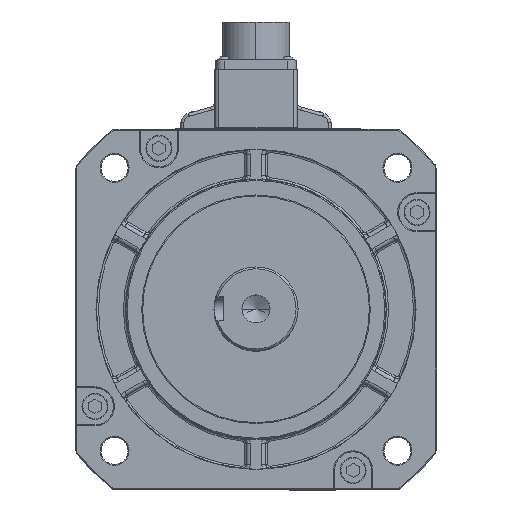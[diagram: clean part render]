
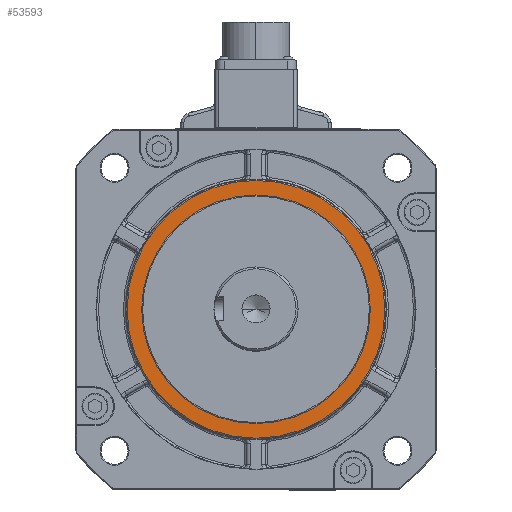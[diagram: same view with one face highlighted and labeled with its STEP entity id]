
A CAD part, top view. The second image highlights one B-rep face of the part: STEP entity #53593.
In plain terms, the highlighted planar face has unit normal (0, 0, 1).
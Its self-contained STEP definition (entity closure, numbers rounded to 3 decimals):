
#4259 = AXIS2_PLACEMENT_3D ( 'NONE', #27405, #91558, #26788 ) ;
#8098 = ORIENTED_EDGE ( 'NONE', *, *, #36048, .F. ) ;
#8981 = CARTESIAN_POINT ( 'NONE',  ( 0., -64.452, 92. ) ) ;
#10101 = DIRECTION ( 'NONE',  ( 0., 0., -1. ) ) ;
#14168 = DIRECTION ( 'NONE',  ( 0., 0., -1. ) ) ;
#19879 = EDGE_LOOP ( 'NONE', ( #8098, #49880 ) ) ;
#22645 = CIRCLE ( 'NONE', #91771, 57.15 ) ;
#24397 = CARTESIAN_POINT ( 'NONE',  ( 0., 0., 92. ) ) ;
#25737 = CARTESIAN_POINT ( 'NONE',  ( 57.15, 0., 92. ) ) ;
#26017 = ORIENTED_EDGE ( 'NONE', *, *, #92027, .T. ) ;
#26788 = DIRECTION ( 'NONE',  ( -1., 0., 0. ) ) ;
#27405 = CARTESIAN_POINT ( 'NONE',  ( 0., 0., 92. ) ) ;
#27546 = FACE_BOUND ( 'NONE', #43433, .T. ) ;
#28384 = DIRECTION ( 'NONE',  ( -1., 0., 0. ) ) ;
#29336 = CARTESIAN_POINT ( 'NONE',  ( 0., 0., 92. ) ) ;
#30020 = EDGE_CURVE ( 'NONE', #80122, #35556, #38242, .T. ) ;
#31350 = DIRECTION ( 'NONE',  ( 0., 1., 0. ) ) ;
#35556 = VERTEX_POINT ( 'NONE', #47240 ) ;
#36048 = EDGE_CURVE ( 'NONE', #84252, #52286, #78452, .T. ) ;
#36195 = AXIS2_PLACEMENT_3D ( 'NONE', #61709, #62026, #54430 ) ;
#38242 = CIRCLE ( 'NONE', #4259, 57.15 ) ;
#43433 = EDGE_LOOP ( 'NONE', ( #26017, #59976 ) ) ;
#47240 = CARTESIAN_POINT ( 'NONE',  ( -57.15, 0., 92. ) ) ;
#49361 = DIRECTION ( 'NONE',  ( 1., 0., 0. ) ) ;
#49880 = ORIENTED_EDGE ( 'NONE', *, *, #55558, .F. ) ;
#52286 = VERTEX_POINT ( 'NONE', #8981 ) ;
#53593 = ADVANCED_FACE ( 'NONE', ( #27546, #82902 ), #92984, .T. ) ;
#54430 = DIRECTION ( 'NONE',  ( 0., 1., 0. ) ) ;
#55558 = EDGE_CURVE ( 'NONE', #52286, #84252, #57625, .T. ) ;
#57625 = CIRCLE ( 'NONE', #92445, 64.452 ) ;
#58432 = AXIS2_PLACEMENT_3D ( 'NONE', #63038, #92684, #49361 ) ;
#59976 = ORIENTED_EDGE ( 'NONE', *, *, #30020, .T. ) ;
#61709 = CARTESIAN_POINT ( 'NONE',  ( 0., 0., 92. ) ) ;
#62026 = DIRECTION ( 'NONE',  ( 0., 0., -1. ) ) ;
#63038 = CARTESIAN_POINT ( 'NONE',  ( 57.15, 0., 92. ) ) ;
#78452 = CIRCLE ( 'NONE', #36195, 64.452 ) ;
#80122 = VERTEX_POINT ( 'NONE', #25737 ) ;
#82902 = FACE_OUTER_BOUND ( 'NONE', #19879, .T. ) ;
#84252 = VERTEX_POINT ( 'NONE', #87698 ) ;
#87698 = CARTESIAN_POINT ( 'NONE',  ( 0., 64.452, 92. ) ) ;
#91558 = DIRECTION ( 'NONE',  ( 0., 0., -1. ) ) ;
#91771 = AXIS2_PLACEMENT_3D ( 'NONE', #29336, #14168, #28384 ) ;
#92027 = EDGE_CURVE ( 'NONE', #35556, #80122, #22645, .T. ) ;
#92445 = AXIS2_PLACEMENT_3D ( 'NONE', #24397, #10101, #31350 ) ;
#92684 = DIRECTION ( 'NONE',  ( 0., 0., 1. ) ) ;
#92984 = PLANE ( 'NONE',  #58432 ) ;
